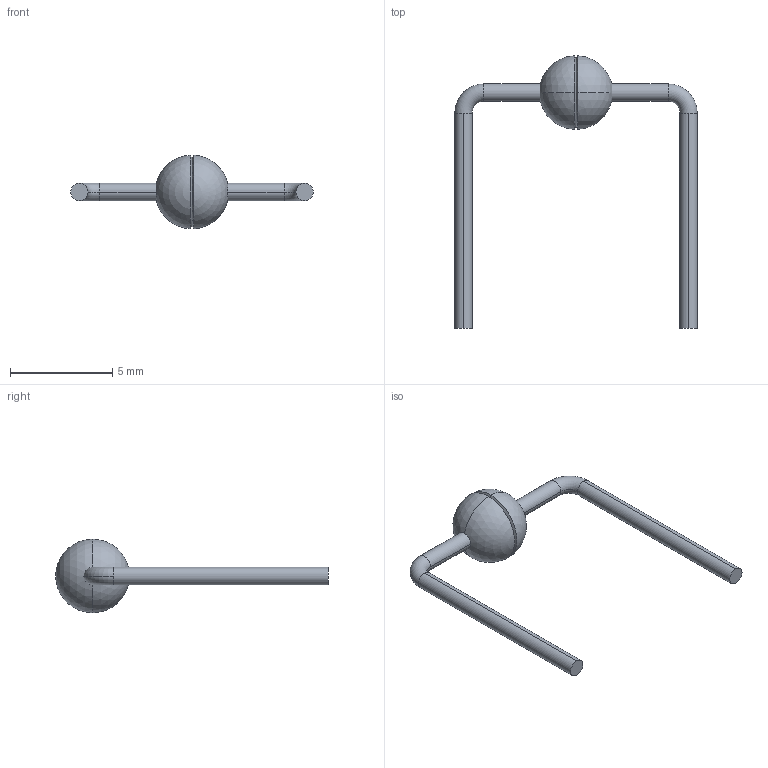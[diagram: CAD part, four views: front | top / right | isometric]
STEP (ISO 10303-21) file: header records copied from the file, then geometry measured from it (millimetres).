
FILE_DESCRIPTION (( 'STEP AP214' ), '1' );
FILE_NAME ('BYV26_11mm.STEP', '2022-10-05T14:32:10', ( '' ), ( '' ), 'SwSTEP 2.0', 'SolidWorks 2022', '' );
FILE_SCHEMA (( 'AUTOMOTIVE_DESIGN' ));
Length unit declared in the file: millimetre
Products named in the file (1): BYV26_11mm
Bounding box: 11.85 x 13.31 x 3.6 mm (x, y, z)
Volume: 40.9 mm3; surface area: 121.5 mm2
Topology: 1 solids, 1 shells, 22 faces, 50 edges, 30 vertices
Faces by surface type: cylinder 8, torus 4, cone 4, sphere 4, plane 2
Entity records: 688 total; most frequent: DIRECTION 134, CARTESIAN_POINT 103, ORIENTED_EDGE 100, AXIS2_PLACEMENT_3D 61, EDGE_CURVE 50, CIRCLE 38, VERTEX_POINT 30, ADVANCED_FACE 22
